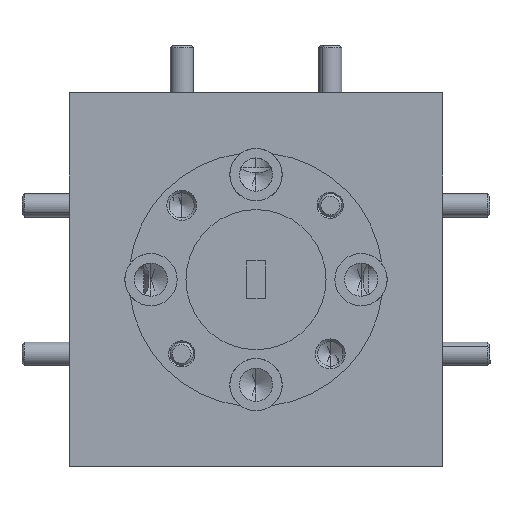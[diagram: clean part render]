
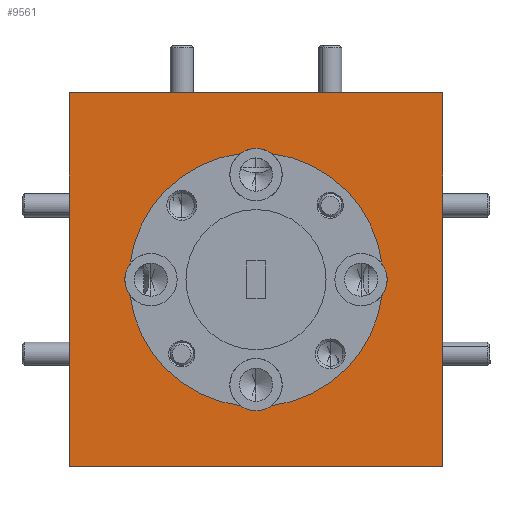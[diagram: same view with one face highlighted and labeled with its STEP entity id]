
A CAD part, front view. The second image highlights one B-rep face of the part: STEP entity #9561.
In plain terms, the highlighted planar face has unit normal (0, -1, 0).
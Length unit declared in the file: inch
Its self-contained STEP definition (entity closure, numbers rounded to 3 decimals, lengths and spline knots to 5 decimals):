
#230 = LINE ( 'NONE', #26015, #21127 ) ;
#270 = EDGE_CURVE ( 'NONE', #20123, #29830, #7127, .T. ) ;
#292 = AXIS2_PLACEMENT_3D ( 'NONE', #34848, #26648, #23800 ) ;
#472 = DIRECTION ( 'NONE',  ( 0., -1., 0. ) ) ;
#1158 = VERTEX_POINT ( 'NONE', #4745 ) ;
#1268 = DIRECTION ( 'NONE',  ( 0., 0., 1. ) ) ;
#1441 = DIRECTION ( 'NONE',  ( 0., -1., 0. ) ) ;
#1641 = EDGE_CURVE ( 'NONE', #26920, #20123, #16420, .T. ) ;
#1668 = CARTESIAN_POINT ( 'NONE',  ( 0., 0., -0.28125 ) ) ;
#1708 = EDGE_CURVE ( 'NONE', #5288, #5521, #17280, .T. ) ;
#1736 = DIRECTION ( 'NONE',  ( 0., 0., 1. ) ) ;
#2262 = ORIENTED_EDGE ( 'NONE', *, *, #3800, .F. ) ;
#2628 = DIRECTION ( 'NONE',  ( 0., -1., 0. ) ) ;
#2766 = CIRCLE ( 'NONE', #26805, 0.34 ) ;
#3134 = CIRCLE ( 'NONE', #20589, 0.07 ) ;
#3269 = CARTESIAN_POINT ( 'NONE',  ( 0.04177, 0., -0.33743 ) ) ;
#3283 = VERTEX_POINT ( 'NONE', #6889 ) ;
#3424 = CIRCLE ( 'NONE', #24031, 0.07 ) ;
#3800 = EDGE_CURVE ( 'NONE', #19007, #13096, #230, .T. ) ;
#3831 = DIRECTION ( 'NONE',  ( 0., -1., 0. ) ) ;
#3975 = CARTESIAN_POINT ( 'NONE',  ( 0., 0., 0. ) ) ;
#4087 = PLANE ( 'NONE',  #9838 ) ;
#4181 = DIRECTION ( 'NONE',  ( -1., 0., 0. ) ) ;
#4745 = CARTESIAN_POINT ( 'NONE',  ( 0.33743, 0., -0.04177 ) ) ;
#5288 = VERTEX_POINT ( 'NONE', #29155 ) ;
#5521 = VERTEX_POINT ( 'NONE', #13646 ) ;
#5629 = EDGE_CURVE ( 'NONE', #13458, #28795, #3134, .T. ) ;
#5764 = EDGE_CURVE ( 'NONE', #13096, #5288, #27018, .T. ) ;
#6176 = CARTESIAN_POINT ( 'NONE',  ( 0., 0., 0. ) ) ;
#6430 = EDGE_CURVE ( 'NONE', #19504, #3283, #26145, .T. ) ;
#6632 = DIRECTION ( 'NONE',  ( 0., 1., 0. ) ) ;
#6889 = CARTESIAN_POINT ( 'NONE',  ( -0.04177, 0., -0.33743 ) ) ;
#6925 = EDGE_CURVE ( 'NONE', #5521, #19007, #7343, .T. ) ;
#7127 = CIRCLE ( 'NONE', #23302, 0.34 ) ;
#7208 = FACE_BOUND ( 'NONE', #12617, .T. ) ;
#7257 = ORIENTED_EDGE ( 'NONE', *, *, #5629, .F. ) ;
#7343 = LINE ( 'NONE', #10032, #15871 ) ;
#8619 = ORIENTED_EDGE ( 'NONE', *, *, #19710, .F. ) ;
#8899 = DIRECTION ( 'NONE',  ( 0., 0., -1. ) ) ;
#9373 = DIRECTION ( 'NONE',  ( 0., 0., -1. ) ) ;
#9561 = ADVANCED_FACE ( 'NONE', ( #7208, #32759 ), #4087, .F. ) ;
#9591 = CIRCLE ( 'NONE', #22234, 0.07 ) ;
#9838 = AXIS2_PLACEMENT_3D ( 'NONE', #3975, #6632, #1268 ) ;
#10032 = CARTESIAN_POINT ( 'NONE',  ( 0.5, 0., 0.5 ) ) ;
#10320 = EDGE_CURVE ( 'NONE', #29436, #25014, #11030, .T. ) ;
#10636 = CARTESIAN_POINT ( 'NONE',  ( 0., 0., -0.35125 ) ) ;
#11030 = CIRCLE ( 'NONE', #34489, 0.34 ) ;
#11557 = DIRECTION ( 'NONE',  ( 0., 0., -1. ) ) ;
#11884 = CARTESIAN_POINT ( 'NONE',  ( 0., 0., -0.28125 ) ) ;
#12314 = EDGE_CURVE ( 'NONE', #25014, #26920, #9591, .T. ) ;
#12372 = ORIENTED_EDGE ( 'NONE', *, *, #6925, .F. ) ;
#12463 = DIRECTION ( 'NONE',  ( 0., 0., -1. ) ) ;
#12617 = EDGE_LOOP ( 'NONE', ( #13841, #8619, #7257, #19070, #27211, #31309, #23219, #25225, #18026, #33000 ) ) ;
#12771 = DIRECTION ( 'NONE',  ( 1., 0., 0. ) ) ;
#13096 = VERTEX_POINT ( 'NONE', #32316 ) ;
#13458 = VERTEX_POINT ( 'NONE', #10636 ) ;
#13512 = CARTESIAN_POINT ( 'NONE',  ( 0., 0., 0. ) ) ;
#13646 = CARTESIAN_POINT ( 'NONE',  ( -0.5, 0., 0.5 ) ) ;
#13841 = ORIENTED_EDGE ( 'NONE', *, *, #27179, .F. ) ;
#13964 = CARTESIAN_POINT ( 'NONE',  ( 0.5, 0., 0.5 ) ) ;
#14708 = DIRECTION ( 'NONE',  ( 0., 0., -1. ) ) ;
#15871 = VECTOR ( 'NONE', #12771, 39.37008 ) ;
#15965 = CARTESIAN_POINT ( 'NONE',  ( -0.33742, 0., 0.04177 ) ) ;
#16121 = CARTESIAN_POINT ( 'NONE',  ( -0.33742, 0., -0.04177 ) ) ;
#16420 = CIRCLE ( 'NONE', #292, 0.07 ) ;
#17159 = CARTESIAN_POINT ( 'NONE',  ( -0.04177, 0., 0.33743 ) ) ;
#17280 = LINE ( 'NONE', #34732, #18128 ) ;
#18026 = ORIENTED_EDGE ( 'NONE', *, *, #12314, .F. ) ;
#18128 = VECTOR ( 'NONE', #1736, 39.37008 ) ;
#18551 = EDGE_LOOP ( 'NONE', ( #19247, #28086, #2262, #12372 ) ) ;
#18706 = EDGE_CURVE ( 'NONE', #29830, #19504, #29714, .T. ) ;
#19007 = VERTEX_POINT ( 'NONE', #13964 ) ;
#19070 = ORIENTED_EDGE ( 'NONE', *, *, #22709, .F. ) ;
#19130 = DIRECTION ( 'NONE',  ( 0., -1., 0. ) ) ;
#19247 = ORIENTED_EDGE ( 'NONE', *, *, #1708, .F. ) ;
#19504 = VERTEX_POINT ( 'NONE', #16121 ) ;
#19710 = EDGE_CURVE ( 'NONE', #28795, #1158, #2766, .T. ) ;
#20123 = VERTEX_POINT ( 'NONE', #17159 ) ;
#20229 = CARTESIAN_POINT ( 'NONE',  ( 0., 0., 0.35125 ) ) ;
#20253 = VECTOR ( 'NONE', #4181, 39.37008 ) ;
#20308 = DIRECTION ( 'NONE',  ( 0., 0., -1. ) ) ;
#20565 = CARTESIAN_POINT ( 'NONE',  ( 0.5, 0., -0.5 ) ) ;
#20589 = AXIS2_PLACEMENT_3D ( 'NONE', #11884, #33661, #8899 ) ;
#20923 = DIRECTION ( 'NONE',  ( 0., -1., 0. ) ) ;
#21127 = VECTOR ( 'NONE', #12463, 39.37008 ) ;
#21611 = DIRECTION ( 'NONE',  ( 0., 0., -1. ) ) ;
#21851 = DIRECTION ( 'NONE',  ( 0., 0., -1. ) ) ;
#22234 = AXIS2_PLACEMENT_3D ( 'NONE', #30349, #472, #11557 ) ;
#22709 = EDGE_CURVE ( 'NONE', #3283, #13458, #25402, .T. ) ;
#23219 = ORIENTED_EDGE ( 'NONE', *, *, #270, .F. ) ;
#23302 = AXIS2_PLACEMENT_3D ( 'NONE', #28045, #3831, #14708 ) ;
#23800 = DIRECTION ( 'NONE',  ( 0., 0., -1. ) ) ;
#24031 = AXIS2_PLACEMENT_3D ( 'NONE', #34707, #2628, #21851 ) ;
#24718 = DIRECTION ( 'NONE',  ( 0., 0., -1. ) ) ;
#25014 = VERTEX_POINT ( 'NONE', #34580 ) ;
#25139 = DIRECTION ( 'NONE',  ( 0., -1., 0. ) ) ;
#25225 = ORIENTED_EDGE ( 'NONE', *, *, #1641, .F. ) ;
#25251 = DIRECTION ( 'NONE',  ( 0., 0., -1. ) ) ;
#25402 = CIRCLE ( 'NONE', #30775, 0.07 ) ;
#25429 = DIRECTION ( 'NONE',  ( 0., -1., 0. ) ) ;
#26015 = CARTESIAN_POINT ( 'NONE',  ( 0.5, 0., 0.5 ) ) ;
#26145 = CIRCLE ( 'NONE', #27949, 0.34 ) ;
#26386 = CARTESIAN_POINT ( 'NONE',  ( -0.28125, 0., 0. ) ) ;
#26648 = DIRECTION ( 'NONE',  ( 0., -1., 0. ) ) ;
#26805 = AXIS2_PLACEMENT_3D ( 'NONE', #28513, #25429, #9373 ) ;
#26920 = VERTEX_POINT ( 'NONE', #20229 ) ;
#27018 = LINE ( 'NONE', #20565, #20253 ) ;
#27179 = EDGE_CURVE ( 'NONE', #1158, #29436, #3424, .T. ) ;
#27211 = ORIENTED_EDGE ( 'NONE', *, *, #6430, .F. ) ;
#27949 = AXIS2_PLACEMENT_3D ( 'NONE', #6176, #25139, #25251 ) ;
#28045 = CARTESIAN_POINT ( 'NONE',  ( 0., 0., 0. ) ) ;
#28086 = ORIENTED_EDGE ( 'NONE', *, *, #5764, .F. ) ;
#28513 = CARTESIAN_POINT ( 'NONE',  ( 0., 0., 0. ) ) ;
#28795 = VERTEX_POINT ( 'NONE', #3269 ) ;
#29155 = CARTESIAN_POINT ( 'NONE',  ( -0.5, 0., -0.5 ) ) ;
#29436 = VERTEX_POINT ( 'NONE', #33996 ) ;
#29714 = CIRCLE ( 'NONE', #31344, 0.07 ) ;
#29830 = VERTEX_POINT ( 'NONE', #15965 ) ;
#30349 = CARTESIAN_POINT ( 'NONE',  ( 0., 0., 0.28125 ) ) ;
#30775 = AXIS2_PLACEMENT_3D ( 'NONE', #1668, #1441, #20308 ) ;
#31309 = ORIENTED_EDGE ( 'NONE', *, *, #18706, .F. ) ;
#31344 = AXIS2_PLACEMENT_3D ( 'NONE', #26386, #20923, #21611 ) ;
#32316 = CARTESIAN_POINT ( 'NONE',  ( 0.5, 0., -0.5 ) ) ;
#32759 = FACE_OUTER_BOUND ( 'NONE', #18551, .T. ) ;
#33000 = ORIENTED_EDGE ( 'NONE', *, *, #10320, .F. ) ;
#33661 = DIRECTION ( 'NONE',  ( 0., -1., 0. ) ) ;
#33996 = CARTESIAN_POINT ( 'NONE',  ( 0.33743, 0., 0.04177 ) ) ;
#34489 = AXIS2_PLACEMENT_3D ( 'NONE', #13512, #19130, #24718 ) ;
#34580 = CARTESIAN_POINT ( 'NONE',  ( 0.04177, 0., 0.33743 ) ) ;
#34707 = CARTESIAN_POINT ( 'NONE',  ( 0.28125, 0., 0. ) ) ;
#34732 = CARTESIAN_POINT ( 'NONE',  ( -0.5, 0., 0.5 ) ) ;
#34848 = CARTESIAN_POINT ( 'NONE',  ( 0., 0., 0.28125 ) ) ;
